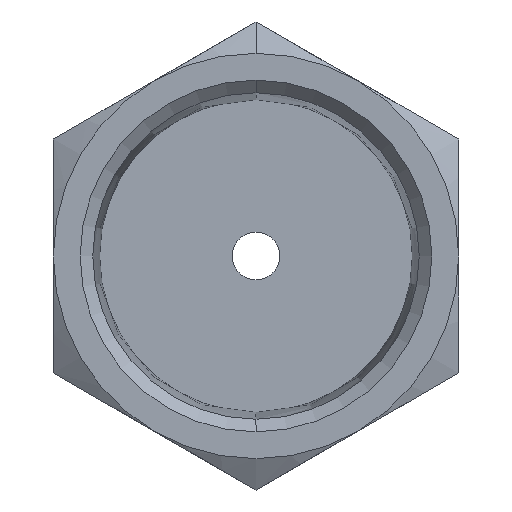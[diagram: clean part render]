
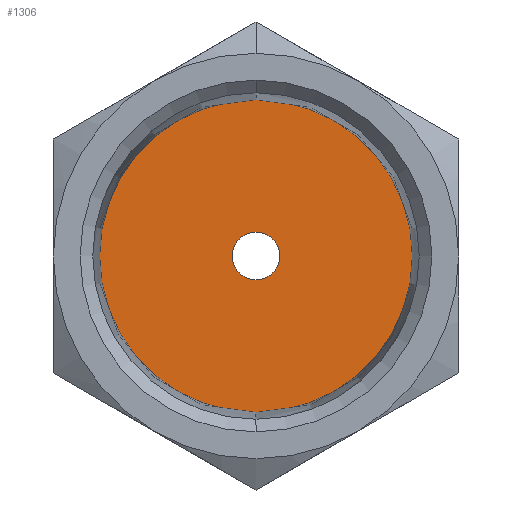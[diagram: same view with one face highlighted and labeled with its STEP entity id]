
A CAD part, front view. The second image highlights one B-rep face of the part: STEP entity #1306.
In plain terms, the highlighted planar face has unit normal (0, -1, 0).
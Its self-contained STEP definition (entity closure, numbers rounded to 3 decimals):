
#11 = DIRECTION ( 'NONE',  ( 0., -1., 0. ) ) ;
#46 = DIRECTION ( 'NONE',  ( 0., 0., 1. ) ) ;
#178 = ORIENTED_EDGE ( 'NONE', *, *, #278, .F. ) ;
#278 = EDGE_CURVE ( 'NONE', #1463, #1188, #528, .T. ) ;
#310 = ORIENTED_EDGE ( 'NONE', *, *, #481, .F. ) ;
#335 = DIRECTION ( 'NONE',  ( 0., 1., 0. ) ) ;
#371 = FACE_OUTER_BOUND ( 'NONE', #608, .T. ) ;
#481 = EDGE_CURVE ( 'NONE', #904, #782, #600, .T. ) ;
#528 = CIRCLE ( 'NONE', #1111, 6.557 ) ;
#600 = CIRCLE ( 'NONE', #1071, 1. ) ;
#608 = EDGE_LOOP ( 'NONE', ( #1007, #178 ) ) ;
#613 = DIRECTION ( 'NONE',  ( 0., 1., 0. ) ) ;
#685 = ORIENTED_EDGE ( 'NONE', *, *, #1436, .F. ) ;
#751 = PLANE ( 'NONE',  #1207 ) ;
#782 = VERTEX_POINT ( 'NONE', #994 ) ;
#801 = EDGE_CURVE ( 'NONE', #1188, #1463, #876, .T. ) ;
#830 = CARTESIAN_POINT ( 'NONE',  ( 0., -18.48, 0. ) ) ;
#876 = CIRCLE ( 'NONE', #1177, 6.557 ) ;
#904 = VERTEX_POINT ( 'NONE', #1340 ) ;
#912 = CARTESIAN_POINT ( 'NONE',  ( 0., -18.48, 0. ) ) ;
#941 = DIRECTION ( 'NONE',  ( 0., 0., 1. ) ) ;
#994 = CARTESIAN_POINT ( 'NONE',  ( 0., -18.48, -1. ) ) ;
#1007 = ORIENTED_EDGE ( 'NONE', *, *, #801, .F. ) ;
#1026 = DIRECTION ( 'NONE',  ( 0., 0., 1. ) ) ;
#1044 = CARTESIAN_POINT ( 'NONE',  ( 0., -18.48, 0. ) ) ;
#1071 = AXIS2_PLACEMENT_3D ( 'NONE', #830, #1136, #1204 ) ;
#1108 = CARTESIAN_POINT ( 'NONE',  ( 0., -18.48, 0. ) ) ;
#1110 = CARTESIAN_POINT ( 'NONE',  ( 0., -18.48, 6.557 ) ) ;
#1111 = AXIS2_PLACEMENT_3D ( 'NONE', #1108, #1501, #46 ) ;
#1131 = EDGE_LOOP ( 'NONE', ( #310, #685 ) ) ;
#1136 = DIRECTION ( 'NONE',  ( 0., -1., 0. ) ) ;
#1139 = FACE_BOUND ( 'NONE', #1131, .T. ) ;
#1174 = CIRCLE ( 'NONE', #1433, 1. ) ;
#1177 = AXIS2_PLACEMENT_3D ( 'NONE', #912, #613, #1464 ) ;
#1188 = VERTEX_POINT ( 'NONE', #1110 ) ;
#1204 = DIRECTION ( 'NONE',  ( 0., 0., 1. ) ) ;
#1207 = AXIS2_PLACEMENT_3D ( 'NONE', #1284, #335, #941 ) ;
#1284 = CARTESIAN_POINT ( 'NONE',  ( 0., -18.48, 0. ) ) ;
#1306 = ADVANCED_FACE ( 'NONE', ( #1139, #371 ), #751, .F. ) ;
#1340 = CARTESIAN_POINT ( 'NONE',  ( 0., -18.48, 1. ) ) ;
#1433 = AXIS2_PLACEMENT_3D ( 'NONE', #1044, #11, #1026 ) ;
#1436 = EDGE_CURVE ( 'NONE', #782, #904, #1174, .T. ) ;
#1440 = CARTESIAN_POINT ( 'NONE',  ( 0., -18.48, -6.557 ) ) ;
#1463 = VERTEX_POINT ( 'NONE', #1440 ) ;
#1464 = DIRECTION ( 'NONE',  ( 0., 0., 1. ) ) ;
#1501 = DIRECTION ( 'NONE',  ( 0., 1., 0. ) ) ;
